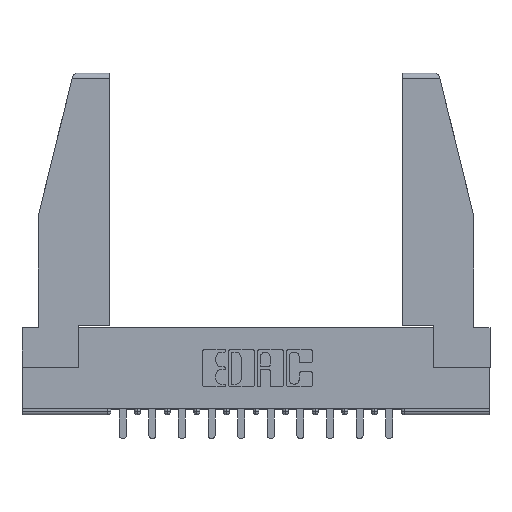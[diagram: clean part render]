
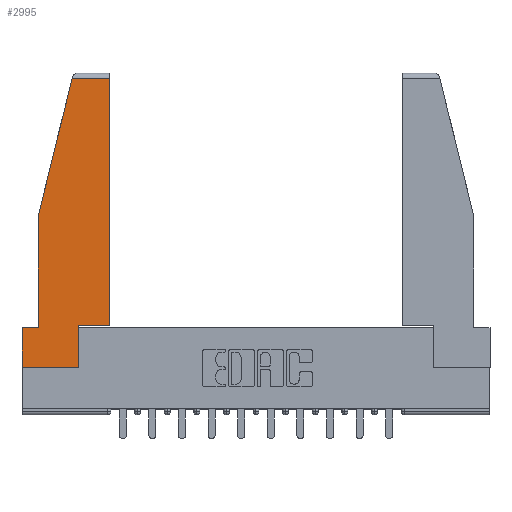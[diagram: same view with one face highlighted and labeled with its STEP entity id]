
A CAD part, top view. The second image highlights one B-rep face of the part: STEP entity #2995.
In plain terms, the highlighted planar face has unit normal (0, 0, 1).
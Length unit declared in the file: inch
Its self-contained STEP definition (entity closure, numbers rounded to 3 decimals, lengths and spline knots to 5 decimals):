
#33 = DIRECTION ( 'NONE',  ( 0., 0., 1. ) ) ;
#48 = CARTESIAN_POINT ( 'NONE',  ( 0., 0.21, 0. ) ) ;
#346 = CARTESIAN_POINT ( 'NONE',  ( 0.086, 0.8, 0. ) ) ;
#616 = ORIENTED_EDGE ( 'NONE', *, *, #13575, .T. ) ;
#1034 = VERTEX_POINT ( 'NONE', #13987 ) ;
#1257 = EDGE_CURVE ( 'NONE', #9077, #10216, #3924, .T. ) ;
#1634 = FACE_OUTER_BOUND ( 'NONE', #2333, .T. ) ;
#2037 = VERTEX_POINT ( 'NONE', #11023 ) ;
#2143 = VECTOR ( 'NONE', #3755, 39.37008 ) ;
#2333 = EDGE_LOOP ( 'NONE', ( #14361, #14408, #13712, #10597, #2432, #11222, #13467, #2521, #616 ) ) ;
#2393 = LINE ( 'NONE', #48, #2143 ) ;
#2432 = ORIENTED_EDGE ( 'NONE', *, *, #6926, .T. ) ;
#2457 = DIRECTION ( 'NONE',  ( -0.239, -0.971, 0. ) ) ;
#2521 = ORIENTED_EDGE ( 'NONE', *, *, #7322, .T. ) ;
#2623 = DIRECTION ( 'NONE',  ( 0., -1., 0. ) ) ;
#2995 = ADVANCED_FACE ( 'NONE', ( #1634 ), #8665, .T. ) ;
#3015 = AXIS2_PLACEMENT_3D ( 'NONE', #11063, #33, #8743 ) ;
#3499 = LINE ( 'NONE', #11126, #15774 ) ;
#3549 = VECTOR ( 'NONE', #6186, 39.37008 ) ;
#3555 = CARTESIAN_POINT ( 'NONE',  ( 0.461, 0.223, 0. ) ) ;
#3755 = DIRECTION ( 'NONE',  ( 0., -1., 0. ) ) ;
#3760 = CARTESIAN_POINT ( 'NONE',  ( 0., 1.52, 0. ) ) ;
#3924 = LINE ( 'NONE', #3760, #3549 ) ;
#4062 = CARTESIAN_POINT ( 'NONE',  ( 0.2636, 1.52, 0. ) ) ;
#4719 = LINE ( 'NONE', #9626, #14386 ) ;
#5328 = VECTOR ( 'NONE', #15334, 39.37008 ) ;
#5689 = CARTESIAN_POINT ( 'NONE',  ( 0.297, 0.223, 0. ) ) ;
#5798 = LINE ( 'NONE', #7096, #14112 ) ;
#6091 = VERTEX_POINT ( 'NONE', #12583 ) ;
#6101 = EDGE_CURVE ( 'NONE', #10571, #11275, #7707, .T. ) ;
#6186 = DIRECTION ( 'NONE',  ( -1., 0., 0. ) ) ;
#6802 = VECTOR ( 'NONE', #14878, 39.37008 ) ;
#6926 = EDGE_CURVE ( 'NONE', #11275, #1034, #5798, .T. ) ;
#6991 = LINE ( 'NONE', #5689, #5328 ) ;
#7096 = CARTESIAN_POINT ( 'NONE',  ( 0., 0.21, 0. ) ) ;
#7322 = EDGE_CURVE ( 'NONE', #15045, #6091, #4719, .T. ) ;
#7707 = LINE ( 'NONE', #346, #10506 ) ;
#8419 = CARTESIAN_POINT ( 'NONE',  ( 0.461, 0.223, 0. ) ) ;
#8428 = DIRECTION ( 'NONE',  ( 0., 1., 0. ) ) ;
#8665 = PLANE ( 'NONE',  #3015 ) ;
#8743 = DIRECTION ( 'NONE',  ( 1., 0., 0. ) ) ;
#8883 = CARTESIAN_POINT ( 'NONE',  ( 0.086, 0.21, 0. ) ) ;
#9077 = VERTEX_POINT ( 'NONE', #13358 ) ;
#9626 = CARTESIAN_POINT ( 'NONE',  ( 0.297, 0., 0. ) ) ;
#10110 = CARTESIAN_POINT ( 'NONE',  ( 0.297, 0., 0. ) ) ;
#10216 = VERTEX_POINT ( 'NONE', #4062 ) ;
#10381 = VERTEX_POINT ( 'NONE', #3555 ) ;
#10506 = VECTOR ( 'NONE', #2623, 39.37008 ) ;
#10571 = VERTEX_POINT ( 'NONE', #12703 ) ;
#10597 = ORIENTED_EDGE ( 'NONE', *, *, #6101, .T. ) ;
#10934 = EDGE_CURVE ( 'NONE', #2037, #15045, #11091, .T. ) ;
#11023 = CARTESIAN_POINT ( 'NONE',  ( 0., 0., 0. ) ) ;
#11063 = CARTESIAN_POINT ( 'NONE',  ( 0., 0., 0. ) ) ;
#11091 = LINE ( 'NONE', #14790, #6802 ) ;
#11126 = CARTESIAN_POINT ( 'NONE',  ( 0.271, 1.55, 0. ) ) ;
#11222 = ORIENTED_EDGE ( 'NONE', *, *, #14873, .T. ) ;
#11275 = VERTEX_POINT ( 'NONE', #8883 ) ;
#12204 = VECTOR ( 'NONE', #13226, 39.37008 ) ;
#12583 = CARTESIAN_POINT ( 'NONE',  ( 0.297, 0.223, 0. ) ) ;
#12703 = CARTESIAN_POINT ( 'NONE',  ( 0.086, 0.8, 0. ) ) ;
#13226 = DIRECTION ( 'NONE',  ( 0., 1., 0. ) ) ;
#13358 = CARTESIAN_POINT ( 'NONE',  ( 0.461, 1.52, 0. ) ) ;
#13467 = ORIENTED_EDGE ( 'NONE', *, *, #10934, .T. ) ;
#13575 = EDGE_CURVE ( 'NONE', #6091, #10381, #6991, .T. ) ;
#13712 = ORIENTED_EDGE ( 'NONE', *, *, #15299, .T. ) ;
#13987 = CARTESIAN_POINT ( 'NONE',  ( 0., 0.21, 0. ) ) ;
#14112 = VECTOR ( 'NONE', #15599, 39.37008 ) ;
#14361 = ORIENTED_EDGE ( 'NONE', *, *, #15345, .T. ) ;
#14386 = VECTOR ( 'NONE', #8428, 39.37008 ) ;
#14408 = ORIENTED_EDGE ( 'NONE', *, *, #1257, .T. ) ;
#14681 = LINE ( 'NONE', #8419, #12204 ) ;
#14790 = CARTESIAN_POINT ( 'NONE',  ( 0., 0., 0. ) ) ;
#14873 = EDGE_CURVE ( 'NONE', #1034, #2037, #2393, .T. ) ;
#14878 = DIRECTION ( 'NONE',  ( 1., 0., 0. ) ) ;
#15045 = VERTEX_POINT ( 'NONE', #10110 ) ;
#15299 = EDGE_CURVE ( 'NONE', #10216, #10571, #3499, .T. ) ;
#15334 = DIRECTION ( 'NONE',  ( 1., 0., 0. ) ) ;
#15345 = EDGE_CURVE ( 'NONE', #10381, #9077, #14681, .T. ) ;
#15599 = DIRECTION ( 'NONE',  ( -1., 0., 0. ) ) ;
#15774 = VECTOR ( 'NONE', #2457, 39.37008 ) ;
